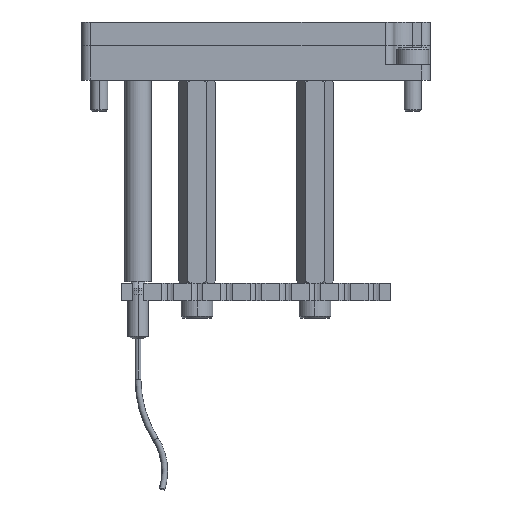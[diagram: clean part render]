
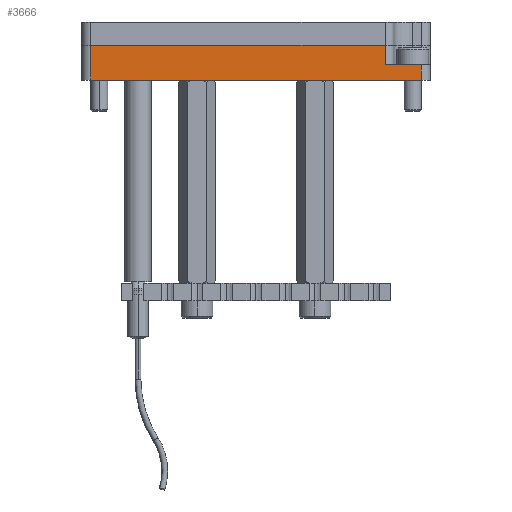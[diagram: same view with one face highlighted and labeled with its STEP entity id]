
A CAD part, left-side view. The second image highlights one B-rep face of the part: STEP entity #3666.
In plain terms, the highlighted planar face has unit normal (-1, 0, 0).
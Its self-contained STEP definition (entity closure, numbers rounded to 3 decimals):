
#249 = VERTEX_POINT ( 'NONE', #8379 ) ;
#279 = ORIENTED_EDGE ( 'NONE', *, *, #8043, .T. ) ;
#670 = CARTESIAN_POINT ( 'NONE',  ( -14.35, -22.25, 6. ) ) ;
#975 = DIRECTION ( 'NONE',  ( 0., 0., 1. ) ) ;
#1223 = CARTESIAN_POINT ( 'NONE',  ( -14.35, 28.5, 6. ) ) ;
#1489 = VERTEX_POINT ( 'NONE', #9301 ) ;
#2017 = CARTESIAN_POINT ( 'NONE',  ( -14.35, -28.5, 6. ) ) ;
#2437 = DIRECTION ( 'NONE',  ( 0., -1., 0. ) ) ;
#2649 = VECTOR ( 'NONE', #4688, 1000. ) ;
#2780 = VECTOR ( 'NONE', #975, 1000. ) ;
#3064 = CARTESIAN_POINT ( 'NONE',  ( -14.35, -22.25, 6. ) ) ;
#3189 = DIRECTION ( 'NONE',  ( 0., 1., 0. ) ) ;
#3666 = ADVANCED_FACE ( 'NONE', ( #6827 ), #4537, .F. ) ;
#4446 = DIRECTION ( 'NONE',  ( 0., 0., 1. ) ) ;
#4537 = PLANE ( 'NONE',  #13236 ) ;
#4688 = DIRECTION ( 'NONE',  ( 0., 0., -1. ) ) ;
#5043 = DIRECTION ( 'NONE',  ( 0., -1., 0. ) ) ;
#5282 = VERTEX_POINT ( 'NONE', #9786 ) ;
#5317 = EDGE_LOOP ( 'NONE', ( #6935, #10463, #7275, #9334, #13689, #279 ) ) ;
#5969 = CARTESIAN_POINT ( 'NONE',  ( -14.35, -30., 2.6 ) ) ;
#6281 = VECTOR ( 'NONE', #4446, 1000. ) ;
#6614 = CARTESIAN_POINT ( 'NONE',  ( -14.35, -30., 0. ) ) ;
#6626 = VECTOR ( 'NONE', #5043, 1000. ) ;
#6827 = FACE_OUTER_BOUND ( 'NONE', #5317, .T. ) ;
#6935 = ORIENTED_EDGE ( 'NONE', *, *, #11722, .F. ) ;
#6985 = EDGE_CURVE ( 'NONE', #8113, #8887, #9988, .T. ) ;
#7275 = ORIENTED_EDGE ( 'NONE', *, *, #6985, .F. ) ;
#8043 = EDGE_CURVE ( 'NONE', #11901, #1489, #10246, .T. ) ;
#8113 = VERTEX_POINT ( 'NONE', #1223 ) ;
#8379 = CARTESIAN_POINT ( 'NONE',  ( -14.35, 28.5, 0. ) ) ;
#8447 = EDGE_CURVE ( 'NONE', #5282, #8887, #11727, .T. ) ;
#8581 = CARTESIAN_POINT ( 'NONE',  ( -14.35, -30., 6. ) ) ;
#8887 = VERTEX_POINT ( 'NONE', #3064 ) ;
#8913 = EDGE_CURVE ( 'NONE', #249, #11901, #15250, .T. ) ;
#9301 = CARTESIAN_POINT ( 'NONE',  ( -14.35, -28.5, 2.6 ) ) ;
#9310 = VECTOR ( 'NONE', #15022, 1000. ) ;
#9315 = CARTESIAN_POINT ( 'NONE',  ( -14.35, -30., 6. ) ) ;
#9334 = ORIENTED_EDGE ( 'NONE', *, *, #11121, .T. ) ;
#9568 = LINE ( 'NONE', #5969, #9911 ) ;
#9786 = CARTESIAN_POINT ( 'NONE',  ( -14.35, -22.25, 2.6 ) ) ;
#9911 = VECTOR ( 'NONE', #2437, 1000. ) ;
#9988 = LINE ( 'NONE', #8581, #6626 ) ;
#10246 = LINE ( 'NONE', #2017, #6281 ) ;
#10463 = ORIENTED_EDGE ( 'NONE', *, *, #8447, .T. ) ;
#10566 = DIRECTION ( 'NONE',  ( 1., 0., 0. ) ) ;
#11121 = EDGE_CURVE ( 'NONE', #8113, #249, #12660, .T. ) ;
#11722 = EDGE_CURVE ( 'NONE', #5282, #1489, #9568, .T. ) ;
#11727 = LINE ( 'NONE', #670, #2780 ) ;
#11839 = CARTESIAN_POINT ( 'NONE',  ( -14.35, 28.5, 6. ) ) ;
#11901 = VERTEX_POINT ( 'NONE', #12411 ) ;
#12411 = CARTESIAN_POINT ( 'NONE',  ( -14.35, -28.5, 0. ) ) ;
#12660 = LINE ( 'NONE', #11839, #2649 ) ;
#13236 = AXIS2_PLACEMENT_3D ( 'NONE', #9315, #10566, #3189 ) ;
#13689 = ORIENTED_EDGE ( 'NONE', *, *, #8913, .T. ) ;
#15022 = DIRECTION ( 'NONE',  ( 0., -1., 0. ) ) ;
#15250 = LINE ( 'NONE', #6614, #9310 ) ;
